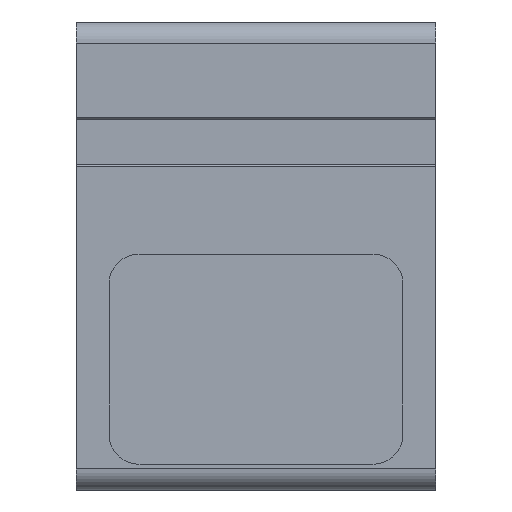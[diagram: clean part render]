
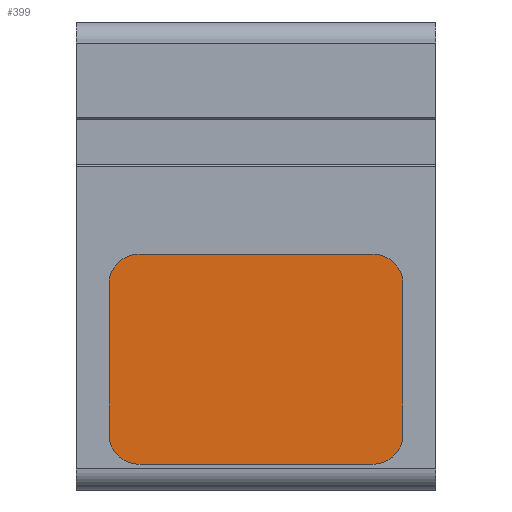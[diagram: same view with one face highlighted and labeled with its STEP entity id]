
A CAD part, left-side view. The second image highlights one B-rep face of the part: STEP entity #399.
In plain terms, the highlighted free-form (B-spline) face has degree [1, 1] with [2, 2] control points.
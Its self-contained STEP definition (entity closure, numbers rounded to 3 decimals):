
#49=CARTESIAN_POINT('',(-100.1,-19.5,1.3));
#50=VERTEX_POINT('',#49);
#51=CARTESIAN_POINT('',(-100.1,19.5,1.3));
#52=VERTEX_POINT('',#51);
#53=CARTESIAN_POINT('',(-100.1,-19.5,1.3));
#54=DIRECTION('',(0.0,1.0,0.0));
#55=VECTOR('',#54,39.0);
#56=LINE('',#53,#55);
#57=EDGE_CURVE('',#50,#52,#56,.T.);
#110=CARTESIAN_POINT('',(-100.1,24.5,-3.7));
#111=VERTEX_POINT('',#110);
#112=CARTESIAN_POINT('',(-100.1,19.5,-3.7));
#113=DIRECTION('',(-1.0,0.0,0.0));
#114=DIRECTION('',(0.0,1.0,0.0));
#115=AXIS2_PLACEMENT_3D('',#112,#113,#114);
#116=CIRCLE('',#115,5.);
#117=EDGE_CURVE('',#52,#111,#116,.T.);
#143=CARTESIAN_POINT('',(-100.1,24.5,-28.7));
#144=VERTEX_POINT('',#143);
#145=CARTESIAN_POINT('',(-100.1,24.5,-3.7));
#146=DIRECTION('',(0.0,0.0,-1.0));
#147=VECTOR('',#146,25.);
#148=LINE('',#145,#147);
#149=EDGE_CURVE('',#111,#144,#148,.T.);
#195=CARTESIAN_POINT('',(-100.1,19.5,-33.7));
#196=VERTEX_POINT('',#195);
#197=CARTESIAN_POINT('',(-100.1,19.5,-28.7));
#198=DIRECTION('',(-1.0,0.0,0.0));
#199=DIRECTION('',(0.0,0.0,-1.0));
#200=AXIS2_PLACEMENT_3D('',#197,#198,#199);
#201=CIRCLE('',#200,5.);
#202=EDGE_CURVE('',#144,#196,#201,.T.);
#228=CARTESIAN_POINT('',(-100.1,-19.5,-33.7));
#229=VERTEX_POINT('',#228);
#230=CARTESIAN_POINT('',(-100.1,19.5,-33.7));
#231=DIRECTION('',(0.0,-1.0,0.0));
#232=VECTOR('',#231,39.);
#233=LINE('',#230,#232);
#234=EDGE_CURVE('',#196,#229,#233,.T.);
#280=CARTESIAN_POINT('',(-100.1,-24.5,-28.7));
#281=VERTEX_POINT('',#280);
#282=CARTESIAN_POINT('',(-100.1,-19.5,-28.7));
#283=DIRECTION('',(-1.0,0.0,0.0));
#284=DIRECTION('',(0.0,-1.0,0.0));
#285=AXIS2_PLACEMENT_3D('',#282,#283,#284);
#286=CIRCLE('',#285,5.);
#287=EDGE_CURVE('',#229,#281,#286,.T.);
#313=CARTESIAN_POINT('',(-100.1,-24.5,-3.7));
#314=VERTEX_POINT('',#313);
#315=CARTESIAN_POINT('',(-100.1,-24.5,-28.7));
#316=DIRECTION('',(0.0,0.0,1.0));
#317=VECTOR('',#316,25.);
#318=LINE('',#315,#317);
#319=EDGE_CURVE('',#281,#314,#318,.T.);
#365=CARTESIAN_POINT('',(-100.1,-19.5,-3.7));
#366=DIRECTION('',(-1.0,0.0,0.0));
#367=DIRECTION('',(0.0,0.0,1.0));
#368=AXIS2_PLACEMENT_3D('',#365,#366,#367);
#369=CIRCLE('',#368,5.);
#370=EDGE_CURVE('',#314,#50,#369,.T.);
#384=CARTESIAN_POINT('',(-100.1,24.5,1.3));
#385=CARTESIAN_POINT('',(-100.1,24.5,-33.7));
#386=CARTESIAN_POINT('',(-100.1,-24.5,1.3));
#387=CARTESIAN_POINT('',(-100.1,-24.5,-33.7));
#388=B_SPLINE_SURFACE_WITH_KNOTS('',1,1,((#384,#386),(#385,#387)),.UNSPECIFIED.,.F.,.F.,.U.,(2,2),(2,2),(0.0,35.0),(0.0,49.0),.UNSPECIFIED.);
#389=ORIENTED_EDGE('',*,*,#57,.T.);
#390=ORIENTED_EDGE('',*,*,#117,.T.);
#391=ORIENTED_EDGE('',*,*,#149,.T.);
#392=ORIENTED_EDGE('',*,*,#202,.T.);
#393=ORIENTED_EDGE('',*,*,#234,.T.);
#394=ORIENTED_EDGE('',*,*,#287,.T.);
#395=ORIENTED_EDGE('',*,*,#319,.T.);
#396=ORIENTED_EDGE('',*,*,#370,.T.);
#397=EDGE_LOOP('',(#389,#390,#391,#392,#393,#394,#395,#396));
#398=FACE_OUTER_BOUND('',#397,.T.);
#399=ADVANCED_FACE('',(#398),#388,.T.);
